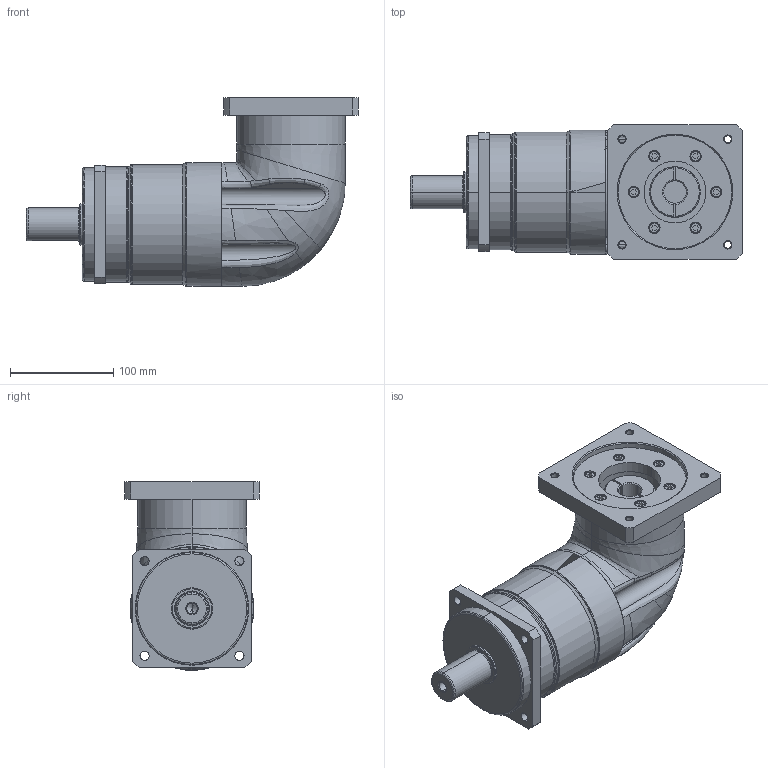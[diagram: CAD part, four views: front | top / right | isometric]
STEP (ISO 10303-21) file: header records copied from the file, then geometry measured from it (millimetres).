
FILE_DESCRIPTION((''),'2;1');
FILE_NAME('00','2022-06-14T11:05:17',('Administrator'),(''),'CREO PARAMETRIC BY PTC INC, 2019010','CREO PARAMETRIC BY PTC INC, 2019010','');
FILE_SCHEMA(('CONFIG_CONTROL_DESIGN'));
Length unit declared in the file: millimetre
Products named in the file (1): 00
Bounding box: 321.9 x 130 x 183 mm (x, y, z)
Surface area: 193675.4 mm2 (no closed solid volume)
Topology: 0 solids, 1 shells, 275 faces, 690 edges, 438 vertices
Faces by surface type: plane 90, cylinder 80, torus 52, bspline 31, cone 22
Entity records: 16768 total; most frequent: CARTESIAN_POINT 10127, DIRECTION 1414, ORIENTED_EDGE 1364, EDGE_CURVE 683, AXIS2_PLACEMENT_3D 579, VERTEX_POINT 438, CIRCLE 335, EDGE_LOOP 320
